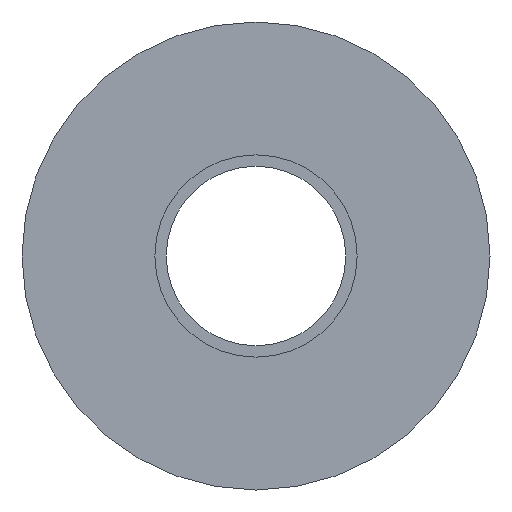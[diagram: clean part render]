
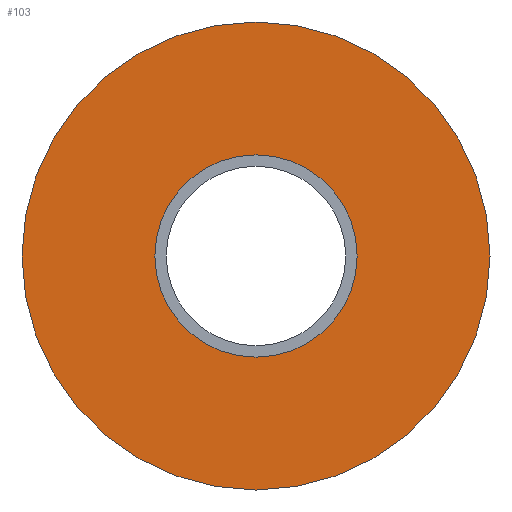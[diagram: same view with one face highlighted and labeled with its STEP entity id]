
A CAD part, left-side view. The second image highlights one B-rep face of the part: STEP entity #103.
In plain terms, the highlighted planar face has unit normal (-1, 0, 0).
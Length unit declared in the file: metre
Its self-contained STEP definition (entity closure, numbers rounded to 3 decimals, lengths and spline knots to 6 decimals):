
#103=ADVANCED_FACE('0:32',(#178,#179),#180,.F.);
#178=FACE_BOUND('',#253,.T.);
#179=FACE_OUTER_BOUND('',#254,.T.);
#180=PLANE('',#255);
#253=EDGE_LOOP('',(#444,#445));
#254=EDGE_LOOP('',(#446,#447));
#255=AXIS2_PLACEMENT_3D('',#448,#449,#450);
#444=ORIENTED_EDGE('',*,*,#626,.F.);
#445=ORIENTED_EDGE('',*,*,#603,.F.);
#446=ORIENTED_EDGE('',*,*,#627,.T.);
#447=ORIENTED_EDGE('',*,*,#598,.T.);
#448=CARTESIAN_POINT('',(0.004,0.,0.0));
#449=DIRECTION('',(1.0,0.0,0.0));
#450=DIRECTION('',(0.0,0.0,-1.0));
#598=EDGE_CURVE('0:132',#693,#691,#694,.T.);
#603=EDGE_CURVE('0:129',#701,#697,#703,.T.);
#626=EDGE_CURVE('0:129',#697,#701,#734,.T.);
#627=EDGE_CURVE('0:132',#691,#693,#735,.T.);
#691=VERTEX_POINT('',#887);
#693=VERTEX_POINT('',#890);
#694=CIRCLE('',#891,0.06245);
#697=VERTEX_POINT('',#895);
#701=VERTEX_POINT('',#900);
#703=CIRCLE('',#903,0.027);
#734=CIRCLE('',#988,0.027);
#735=CIRCLE('',#989,0.06245);
#887=CARTESIAN_POINT('',(0.004,0.0,0.06245));
#890=CARTESIAN_POINT('',(0.004,0.,-0.06245));
#891=AXIS2_PLACEMENT_3D('',#1040,#1041,#1042);
#895=CARTESIAN_POINT('',(0.004,0.0,0.027));
#900=CARTESIAN_POINT('',(0.004,0.,-0.027));
#903=AXIS2_PLACEMENT_3D('',#1049,#1050,#1051);
#988=AXIS2_PLACEMENT_3D('',#1088,#1089,#1090);
#989=AXIS2_PLACEMENT_3D('',#1091,#1092,#1093);
#1040=CARTESIAN_POINT('',(0.004,0.0,0.0));
#1041=DIRECTION('',(-1.0,0.0,0.0));
#1042=DIRECTION('',(0.0,0.0,1.0));
#1049=CARTESIAN_POINT('',(0.004,0.0,0.0));
#1050=DIRECTION('',(-1.0,0.0,0.0));
#1051=DIRECTION('',(0.0,0.0,1.0));
#1088=CARTESIAN_POINT('',(0.004,0.0,0.0));
#1089=DIRECTION('',(-1.0,0.0,0.0));
#1090=DIRECTION('',(0.0,0.0,1.0));
#1091=CARTESIAN_POINT('',(0.004,0.0,0.0));
#1092=DIRECTION('',(-1.0,0.0,0.0));
#1093=DIRECTION('',(0.0,0.0,1.0));
